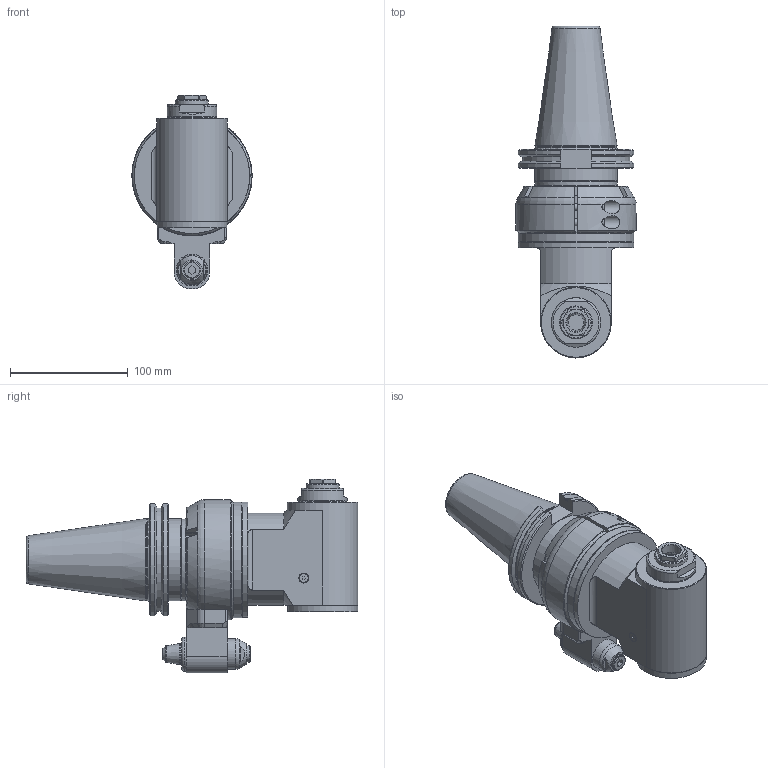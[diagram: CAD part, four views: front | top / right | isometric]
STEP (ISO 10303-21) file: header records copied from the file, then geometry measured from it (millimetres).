
FILE_DESCRIPTION(/* description */ (''),/* implementation_level */ '2;1');
FILE_NAME(/* name */ '9.FL9.13000-4C50.stp',/* time_stamp */ '2024-08-05T14:02:10-04:00',/* author */ ('jkrenzer'),/* organization */ (''),/* preprocessor_version */ 'ST-DEVELOPER v18.1',/* originating_system */ 'Autodesk Inventor 2022',/* authorisation */ '');
FILE_SCHEMA (('AUTOMOTIVE_DESIGN { 1 0 10303 214 3 1 1 }'));
Length unit declared in the file: millimetre
Products named in the file (3): 9.FL9.13000-4C50; 9GA15C_458  (EVO, Type 1, Cat50, 80mm, Conical); 9_FL9_13000
Assembly tree (2 placements, depth 2):
  9.FL9.13000-4C50
    9GA15C_458  (EVO, Type 1, Cat50, 80mm, Conical)
    9_FL9_13000
Bounding box: 102 x 281.6 x 164.5 mm (x, y, z)
Volume: 1176733.3 mm3; surface area: 154930.4 mm2
Topology: 4 solids, 5 shells, 522 faces, 1292 edges, 833 vertices
Faces by surface type: plane 254, cylinder 142, cone 92, torus 32, sphere 2
Full cylindrical faces by diameter (mm): 2.5 x1, 2.6 x2, 3 x1, 3.3 x2, 4.2 x2, 5 x3, 6 x5, 6.5 x2, 7 x2, 8 x2, 8.5 x1, 8.821 x1, 9 x1, 9.2 x1, 9.525 x1, 10 x5, 10.4 x2, 10.6 x1, 11 x2, 12 x1, 12.5 x1, 12.8 x1, 13 x1, 13.5 x1, 14 x1, 16 x1, 17 x2, 18 x2, 20.5 x1, 21.8 x1
Entity records: 17988 total; most frequent: CARTESIAN_POINT 5342, DIRECTION 2704, ORIENTED_EDGE 2570, EDGE_CURVE 1285, AXIS2_PLACEMENT_3D 1043, VERTEX_POINT 833, LINE 618, VECTOR 618
